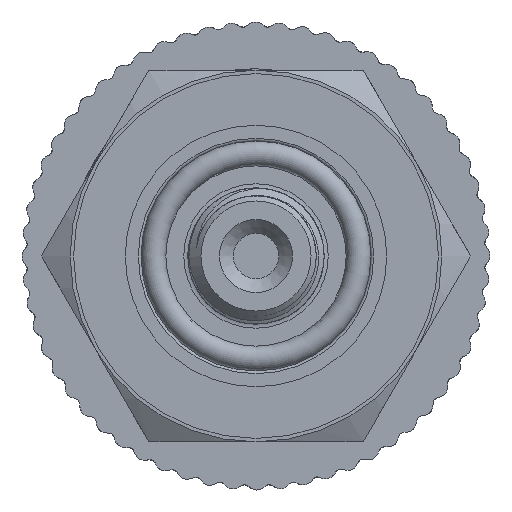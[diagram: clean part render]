
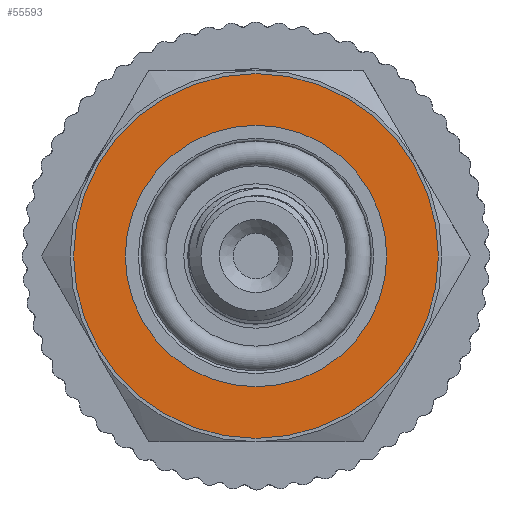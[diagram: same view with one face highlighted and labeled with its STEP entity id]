
A CAD part, left-side view. The second image highlights one B-rep face of the part: STEP entity #55593.
In plain terms, the highlighted planar face has unit normal (-1, 0, 0).
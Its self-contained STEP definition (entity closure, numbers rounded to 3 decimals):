
#5062=PLANE('',#58993);
#7210=FACE_BOUND('',#11798,.T.);
#8264=FACE_OUTER_BOUND('',#11797,.T.);
#11797=EDGE_LOOP('',(#38637));
#11798=EDGE_LOOP('',(#38638));
#15432=CIRCLE('',#58971,13.25);
#15443=CIRCLE('',#58992,9.5);
#22772=VERTEX_POINT('',#92522);
#22785=VERTEX_POINT('',#94153);
#28862=EDGE_CURVE('',#22772,#22772,#15432,.T.);
#28889=EDGE_CURVE('',#22785,#22785,#15443,.T.);
#38637=ORIENTED_EDGE('',*,*,#28862,.T.);
#38638=ORIENTED_EDGE('',*,*,#28889,.T.);
#55593=ADVANCED_FACE('',(#8264,#7210),#5062,.T.);
#58971=AXIS2_PLACEMENT_3D('',#92523,#67086,#67087);
#58992=AXIS2_PLACEMENT_3D('',#94154,#67131,#67132);
#58993=AXIS2_PLACEMENT_3D('',#94156,#67134,#67135);
#67086=DIRECTION('center_axis',(-1.,0.,0.));
#67087=DIRECTION('ref_axis',(0.,1.,0.));
#67131=DIRECTION('center_axis',(1.,0.,0.));
#67132=DIRECTION('ref_axis',(0.,0.,-1.));
#67134=DIRECTION('center_axis',(-1.,0.,0.));
#67135=DIRECTION('ref_axis',(0.,0.,1.));
#92522=CARTESIAN_POINT('',(-48.,-13.25,0.));
#92523=CARTESIAN_POINT('Origin',(-48.,0.,0.));
#94153=CARTESIAN_POINT('',(-48.,-9.5,0.));
#94154=CARTESIAN_POINT('Origin',(-48.,0.,0.));
#94156=CARTESIAN_POINT('Origin',(-48.,13.5,0.));
